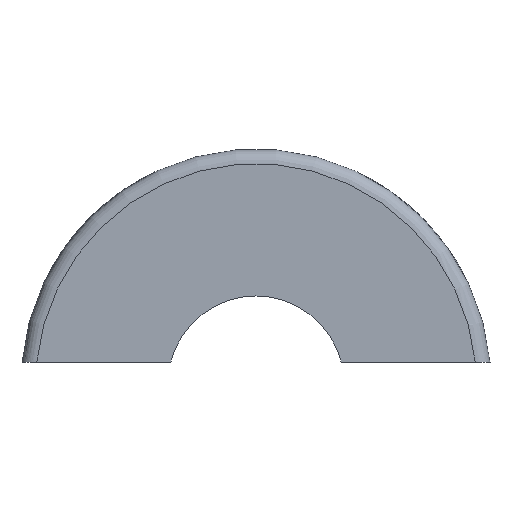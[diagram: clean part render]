
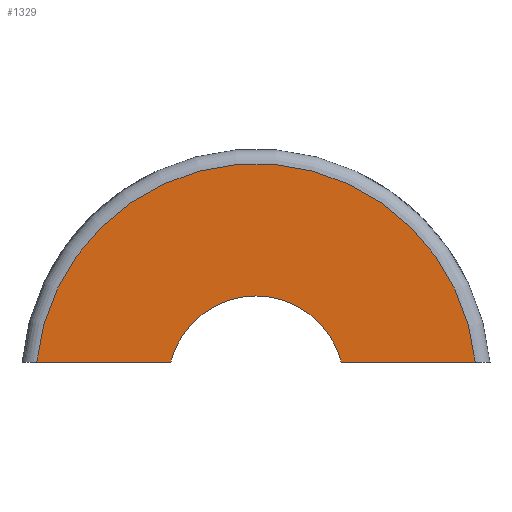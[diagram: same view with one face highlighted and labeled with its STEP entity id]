
A CAD part, front view. The second image highlights one B-rep face of the part: STEP entity #1329.
In plain terms, the highlighted planar face has unit normal (0, -1, 0).
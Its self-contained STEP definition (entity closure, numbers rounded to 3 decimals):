
#44 = PLANE('',#45);
#45 = AXIS2_PLACEMENT_3D('',#46,#47,#48);
#46 = CARTESIAN_POINT('',(0.,0.,1.5));
#47 = DIRECTION('',(0.,0.,1.));
#48 = DIRECTION('',(1.,0.,0.));
#101 = PLANE('',#102);
#102 = AXIS2_PLACEMENT_3D('',#103,#104,#105);
#103 = CARTESIAN_POINT('',(0.,0.,1.5));
#104 = DIRECTION('',(0.,0.,1.));
#105 = DIRECTION('',(1.,0.,0.));
#128 = CYLINDRICAL_SURFACE('',#129,6.);
#129 = AXIS2_PLACEMENT_3D('',#130,#131,#132);
#130 = CARTESIAN_POINT('',(0.,7.5,0.));
#131 = DIRECTION('',(-0.,-1.,-0.));
#132 = DIRECTION('',(-1.,0.,0.));
#174 = VERTEX_POINT('',#175);
#175 = CARTESIAN_POINT('',(-14.925,-7.5,1.5));
#219 = TOROIDAL_SURFACE('',#220,15.,1.);
#220 = AXIS2_PLACEMENT_3D('',#221,#222,#223);
#221 = CARTESIAN_POINT('',(0.,-6.5,0.));
#222 = DIRECTION('',(0.,-1.,0.));
#223 = DIRECTION('',(-0.996,0.,0.094));
#246 = EDGE_CURVE('',#174,#247,#249,.T.);
#247 = VERTEX_POINT('',#248);
#248 = CARTESIAN_POINT('',(-5.809,-7.5,1.5));
#249 = SURFACE_CURVE('',#250,(#254,#261),.PCURVE_S1.);
#250 = LINE('',#251,#252);
#251 = CARTESIAN_POINT('',(-16.,-7.5,1.5));
#252 = VECTOR('',#253,1.);
#253 = DIRECTION('',(1.,0.,0.));
#254 = PCURVE('',#44,#255);
#255 = DEFINITIONAL_REPRESENTATION('',(#256),#260);
#256 = LINE('',#257,#258);
#257 = CARTESIAN_POINT('',(-16.,-7.5));
#258 = VECTOR('',#259,1.);
#259 = DIRECTION('',(1.,0.));
#260 = ( GEOMETRIC_REPRESENTATION_CONTEXT(2) 
PARAMETRIC_REPRESENTATION_CONTEXT() REPRESENTATION_CONTEXT('2D SPACE',''
  ) );
#261 = PCURVE('',#262,#267);
#262 = PLANE('',#263);
#263 = AXIS2_PLACEMENT_3D('',#264,#265,#266);
#264 = CARTESIAN_POINT('',(0.,-7.5,0.));
#265 = DIRECTION('',(0.,1.,0.));
#266 = DIRECTION('',(-1.,-0.,-0.));
#267 = DEFINITIONAL_REPRESENTATION('',(#268),#272);
#268 = LINE('',#269,#270);
#269 = CARTESIAN_POINT('',(16.,1.5));
#270 = VECTOR('',#271,1.);
#271 = DIRECTION('',(-1.,0.));
#272 = ( GEOMETRIC_REPRESENTATION_CONTEXT(2) 
PARAMETRIC_REPRESENTATION_CONTEXT() REPRESENTATION_CONTEXT('2D SPACE',''
  ) );
#498 = VERTEX_POINT('',#499);
#499 = CARTESIAN_POINT('',(5.809,-7.5,1.5));
#520 = EDGE_CURVE('',#247,#498,#521,.T.);
#521 = SURFACE_CURVE('',#522,(#527,#534),.PCURVE_S1.);
#522 = CIRCLE('',#523,6.);
#523 = AXIS2_PLACEMENT_3D('',#524,#525,#526);
#524 = CARTESIAN_POINT('',(0.,-7.5,0.));
#525 = DIRECTION('',(0.,1.,-0.));
#526 = DIRECTION('',(-1.,0.,0.));
#527 = PCURVE('',#128,#528);
#528 = DEFINITIONAL_REPRESENTATION('',(#529),#533);
#529 = LINE('',#530,#531);
#530 = CARTESIAN_POINT('',(-0.,15.));
#531 = VECTOR('',#532,1.);
#532 = DIRECTION('',(-1.,0.));
#533 = ( GEOMETRIC_REPRESENTATION_CONTEXT(2) 
PARAMETRIC_REPRESENTATION_CONTEXT() REPRESENTATION_CONTEXT('2D SPACE',''
  ) );
#534 = PCURVE('',#262,#535);
#535 = DEFINITIONAL_REPRESENTATION('',(#536),#540);
#536 = CIRCLE('',#537,6.);
#537 = AXIS2_PLACEMENT_2D('',#538,#539);
#538 = CARTESIAN_POINT('',(0.,0.));
#539 = DIRECTION('',(1.,-0.));
#540 = ( GEOMETRIC_REPRESENTATION_CONTEXT(2) 
PARAMETRIC_REPRESENTATION_CONTEXT() REPRESENTATION_CONTEXT('2D SPACE',''
  ) );
#547 = EDGE_CURVE('',#498,#548,#550,.T.);
#548 = VERTEX_POINT('',#549);
#549 = CARTESIAN_POINT('',(14.925,-7.5,1.5));
#550 = SURFACE_CURVE('',#551,(#555,#562),.PCURVE_S1.);
#551 = LINE('',#552,#553);
#552 = CARTESIAN_POINT('',(-16.,-7.5,1.5));
#553 = VECTOR('',#554,1.);
#554 = DIRECTION('',(1.,0.,0.));
#555 = PCURVE('',#101,#556);
#556 = DEFINITIONAL_REPRESENTATION('',(#557),#561);
#557 = LINE('',#558,#559);
#558 = CARTESIAN_POINT('',(-16.,-7.5));
#559 = VECTOR('',#560,1.);
#560 = DIRECTION('',(1.,0.));
#561 = ( GEOMETRIC_REPRESENTATION_CONTEXT(2) 
PARAMETRIC_REPRESENTATION_CONTEXT() REPRESENTATION_CONTEXT('2D SPACE',''
  ) );
#562 = PCURVE('',#262,#563);
#563 = DEFINITIONAL_REPRESENTATION('',(#564),#568);
#564 = LINE('',#565,#566);
#565 = CARTESIAN_POINT('',(16.,1.5));
#566 = VECTOR('',#567,1.);
#567 = DIRECTION('',(-1.,0.));
#568 = ( GEOMETRIC_REPRESENTATION_CONTEXT(2) 
PARAMETRIC_REPRESENTATION_CONTEXT() REPRESENTATION_CONTEXT('2D SPACE',''
  ) );
#1308 = EDGE_CURVE('',#174,#548,#1309,.T.);
#1309 = SURFACE_CURVE('',#1310,(#1315,#1322),.PCURVE_S1.);
#1310 = CIRCLE('',#1311,15.);
#1311 = AXIS2_PLACEMENT_3D('',#1312,#1313,#1314);
#1312 = CARTESIAN_POINT('',(0.,-7.5,0.));
#1313 = DIRECTION('',(0.,1.,-0.));
#1314 = DIRECTION('',(-0.996,0.,0.094));
#1315 = PCURVE('',#219,#1316);
#1316 = DEFINITIONAL_REPRESENTATION('',(#1317),#1321);
#1317 = LINE('',#1318,#1319);
#1318 = CARTESIAN_POINT('',(-0.,1.571));
#1319 = VECTOR('',#1320,1.);
#1320 = DIRECTION('',(-1.,0.));
#1321 = ( GEOMETRIC_REPRESENTATION_CONTEXT(2) 
PARAMETRIC_REPRESENTATION_CONTEXT() REPRESENTATION_CONTEXT('2D SPACE',''
  ) );
#1322 = PCURVE('',#262,#1323);
#1323 = DEFINITIONAL_REPRESENTATION('',(#1324),#1328);
#1324 = CIRCLE('',#1325,15.);
#1325 = AXIS2_PLACEMENT_2D('',#1326,#1327);
#1326 = CARTESIAN_POINT('',(0.,0.));
#1327 = DIRECTION('',(0.996,0.094));
#1328 = ( GEOMETRIC_REPRESENTATION_CONTEXT(2) 
PARAMETRIC_REPRESENTATION_CONTEXT() REPRESENTATION_CONTEXT('2D SPACE',''
  ) );
#1329 = ADVANCED_FACE('',(#1330),#262,.F.);
#1330 = FACE_BOUND('',#1331,.T.);
#1331 = EDGE_LOOP('',(#1332,#1333,#1334,#1335));
#1332 = ORIENTED_EDGE('',*,*,#246,.T.);
#1333 = ORIENTED_EDGE('',*,*,#520,.T.);
#1334 = ORIENTED_EDGE('',*,*,#547,.T.);
#1335 = ORIENTED_EDGE('',*,*,#1308,.F.);
